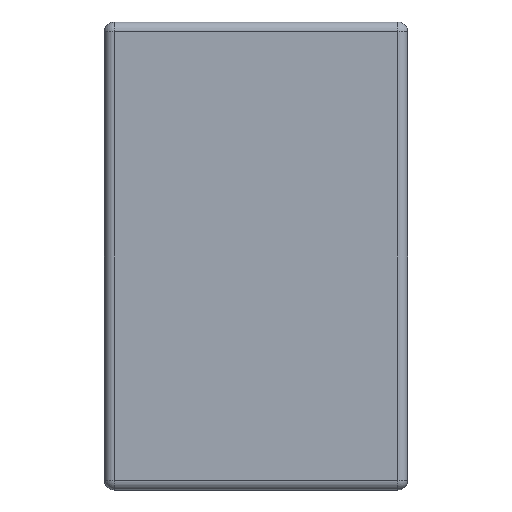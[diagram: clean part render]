
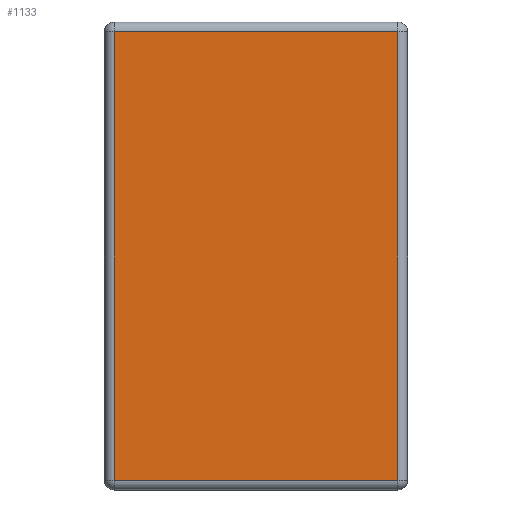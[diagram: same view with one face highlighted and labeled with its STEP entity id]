
A CAD part, left-side view. The second image highlights one B-rep face of the part: STEP entity #1133.
In plain terms, the highlighted planar face has unit normal (-1, 0, 0).
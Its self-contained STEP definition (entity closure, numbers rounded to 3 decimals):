
#11 = AXIS2_PLACEMENT_3D ( 'NONE', #727, #3634, #1111 ) ;
#111 = CARTESIAN_POINT ( 'NONE',  ( 0., 1.694, -2.644 ) ) ;
#146 = LINE ( 'NONE', #1811, #2731 ) ;
#213 = VECTOR ( 'NONE', #1950, 1000. ) ;
#365 = EDGE_CURVE ( 'NONE', #3618, #1738, #1296, .T. ) ;
#472 = VERTEX_POINT ( 'NONE', #4199 ) ;
#535 = DIRECTION ( 'NONE',  ( 0., 0., -1. ) ) ;
#727 = CARTESIAN_POINT ( 'NONE',  ( 0., 0., 0. ) ) ;
#737 = DIRECTION ( 'NONE',  ( 0., 0., 1. ) ) ;
#827 = CARTESIAN_POINT ( 'NONE',  ( 0., 1.75, -0.056 ) ) ;
#1111 = DIRECTION ( 'NONE',  ( 0., 0., 1. ) ) ;
#1133 = ADVANCED_FACE ( 'NONE', ( #2878 ), #2553, .T. ) ;
#1136 = LINE ( 'NONE', #4170, #2625 ) ;
#1296 = LINE ( 'NONE', #2049, #3599 ) ;
#1320 = LINE ( 'NONE', #827, #213 ) ;
#1414 = ORIENTED_EDGE ( 'NONE', *, *, #2436, .T. ) ;
#1738 = VERTEX_POINT ( 'NONE', #111 ) ;
#1811 = CARTESIAN_POINT ( 'NONE',  ( 0., 0.056, 0. ) ) ;
#1878 = VERTEX_POINT ( 'NONE', #3710 ) ;
#1950 = DIRECTION ( 'NONE',  ( 0., 1., 0. ) ) ;
#2049 = CARTESIAN_POINT ( 'NONE',  ( 0., 1.694, -2.7 ) ) ;
#2436 = EDGE_CURVE ( 'NONE', #472, #1878, #146, .T. ) ;
#2553 = PLANE ( 'NONE',  #11 ) ;
#2625 = VECTOR ( 'NONE', #2784, 1000. ) ;
#2716 = ORIENTED_EDGE ( 'NONE', *, *, #4153, .T. ) ;
#2731 = VECTOR ( 'NONE', #737, 1000. ) ;
#2784 = DIRECTION ( 'NONE',  ( 0., -1., 0. ) ) ;
#2824 = EDGE_CURVE ( 'NONE', #1878, #3618, #1320, .T. ) ;
#2878 = FACE_OUTER_BOUND ( 'NONE', #3953, .T. ) ;
#3357 = CARTESIAN_POINT ( 'NONE',  ( 0., 1.694, -0.056 ) ) ;
#3599 = VECTOR ( 'NONE', #535, 1000. ) ;
#3618 = VERTEX_POINT ( 'NONE', #3357 ) ;
#3634 = DIRECTION ( 'NONE',  ( -1., 0., 0. ) ) ;
#3710 = CARTESIAN_POINT ( 'NONE',  ( 0., 0.056, -0.056 ) ) ;
#3953 = EDGE_LOOP ( 'NONE', ( #2716, #1414, #4581, #4627 ) ) ;
#4153 = EDGE_CURVE ( 'NONE', #1738, #472, #1136, .T. ) ;
#4170 = CARTESIAN_POINT ( 'NONE',  ( 0., 0., -2.644 ) ) ;
#4199 = CARTESIAN_POINT ( 'NONE',  ( 0., 0.056, -2.644 ) ) ;
#4581 = ORIENTED_EDGE ( 'NONE', *, *, #2824, .T. ) ;
#4627 = ORIENTED_EDGE ( 'NONE', *, *, #365, .T. ) ;
